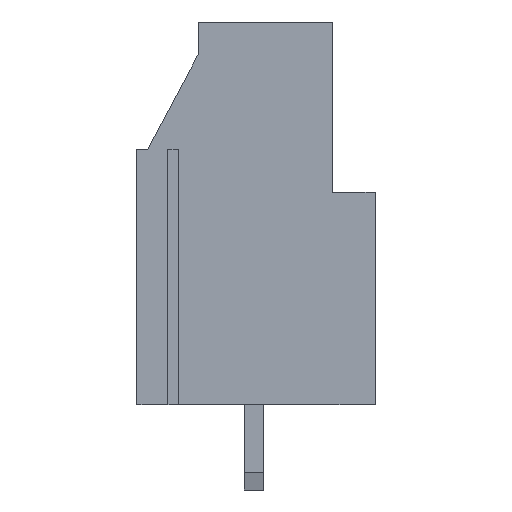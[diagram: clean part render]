
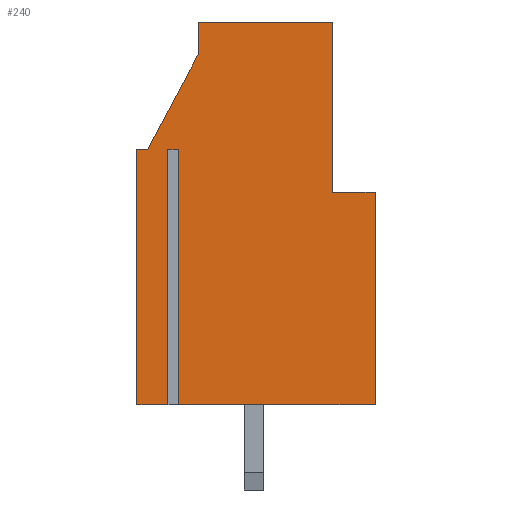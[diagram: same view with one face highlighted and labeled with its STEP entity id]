
A CAD part, front view. The second image highlights one B-rep face of the part: STEP entity #240.
In plain terms, the highlighted planar face has unit normal (0, -1, 0).
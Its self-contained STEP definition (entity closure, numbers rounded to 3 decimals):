
#240 = ADVANCED_FACE( '', ( #552 ), #553, .F. );
#552 = FACE_OUTER_BOUND( '', #953, .T. );
#553 = PLANE( '', #954 );
#953 = EDGE_LOOP( '', ( #1414, #1415, #1416, #1417, #1418, #1419, #1420, #1421, #1422, #1423, #1424, #1425, #1426 ) );
#954 = AXIS2_PLACEMENT_3D( '', #1427, #1428, #1429 );
#1414 = ORIENTED_EDGE( '', *, *, #2619, .F. );
#1415 = ORIENTED_EDGE( '', *, *, #2620, .F. );
#1416 = ORIENTED_EDGE( '', *, *, #2621, .F. );
#1417 = ORIENTED_EDGE( '', *, *, #2622, .F. );
#1418 = ORIENTED_EDGE( '', *, *, #2623, .F. );
#1419 = ORIENTED_EDGE( '', *, *, #2624, .T. );
#1420 = ORIENTED_EDGE( '', *, *, #2625, .T. );
#1421 = ORIENTED_EDGE( '', *, *, #2626, .T. );
#1422 = ORIENTED_EDGE( '', *, *, #2627, .F. );
#1423 = ORIENTED_EDGE( '', *, *, #2628, .T. );
#1424 = ORIENTED_EDGE( '', *, *, #2629, .T. );
#1425 = ORIENTED_EDGE( '', *, *, #2630, .T. );
#1426 = ORIENTED_EDGE( '', *, *, #2631, .F. );
#1427 = CARTESIAN_POINT( '', ( 12.134, -2.54, 19.8 ) );
#1428 = DIRECTION( '', ( 0., 1., 0. ) );
#1429 = DIRECTION( '', ( 1., 0., 0. ) );
#2619 = EDGE_CURVE( '', #3166, #3167, #3168, .T. );
#2620 = EDGE_CURVE( '', #3169, #3166, #3170, .T. );
#2621 = EDGE_CURVE( '', #3171, #3169, #3172, .T. );
#2622 = EDGE_CURVE( '', #3173, #3171, #3174, .T. );
#2623 = EDGE_CURVE( '', #3175, #3173, #3176, .T. );
#2624 = EDGE_CURVE( '', #3175, #3177, #3178, .T. );
#2625 = EDGE_CURVE( '', #3177, #3179, #3180, .T. );
#2626 = EDGE_CURVE( '', #3179, #3181, #3182, .T. );
#2627 = EDGE_CURVE( '', #3183, #3181, #3184, .T. );
#2628 = EDGE_CURVE( '', #3183, #3185, #3186, .T. );
#2629 = EDGE_CURVE( '', #3185, #3187, #3188, .T. );
#2630 = EDGE_CURVE( '', #3187, #3189, #3190, .T. );
#2631 = EDGE_CURVE( '', #3167, #3189, #3191, .T. );
#3166 = VERTEX_POINT( '', #3957 );
#3167 = VERTEX_POINT( '', #3958 );
#3168 = LINE( '', #3959, #3960 );
#3169 = VERTEX_POINT( '', #3961 );
#3170 = LINE( '', #3962, #3963 );
#3171 = VERTEX_POINT( '', #3964 );
#3172 = LINE( '', #3965, #3966 );
#3173 = VERTEX_POINT( '', #3967 );
#3174 = LINE( '', #3968, #3969 );
#3175 = VERTEX_POINT( '', #3970 );
#3176 = LINE( '', #3971, #3972 );
#3177 = VERTEX_POINT( '', #3973 );
#3178 = LINE( '', #3974, #3975 );
#3179 = VERTEX_POINT( '', #3976 );
#3180 = LINE( '', #3977, #3978 );
#3181 = VERTEX_POINT( '', #3979 );
#3182 = LINE( '', #3980, #3981 );
#3183 = VERTEX_POINT( '', #3982 );
#3184 = LINE( '', #3983, #3984 );
#3185 = VERTEX_POINT( '', #3985 );
#3186 = LINE( '', #3986, #3987 );
#3187 = VERTEX_POINT( '', #3988 );
#3188 = LINE( '', #3989, #3990 );
#3189 = VERTEX_POINT( '', #3991 );
#3190 = LINE( '', #3992, #3993 );
#3191 = LINE( '', #3994, #3995 );
#3957 = CARTESIAN_POINT( '', ( 9.2, -2.54, 18. ) );
#3958 = CARTESIAN_POINT( '', ( 9.2, -2.54, 10. ) );
#3959 = CARTESIAN_POINT( '', ( 9.2, -2.54, 18. ) );
#3960 = VECTOR( '', #4914, 1000. );
#3961 = CARTESIAN_POINT( '', ( 2.9, -2.54, 18. ) );
#3962 = CARTESIAN_POINT( '', ( 5.35, -2.54, 18. ) );
#3963 = VECTOR( '', #4915, 1000. );
#3964 = CARTESIAN_POINT( '', ( 2.9, -2.54, 16.5 ) );
#3965 = CARTESIAN_POINT( '', ( 2.9, -2.54, -1. ) );
#3966 = VECTOR( '', #4916, 1000. );
#3967 = CARTESIAN_POINT( '', ( 0.5, -2.54, 12. ) );
#3968 = CARTESIAN_POINT( '', ( -6.433, -2.54, -1. ) );
#3969 = VECTOR( '', #4917, 1000. );
#3970 = CARTESIAN_POINT( '', ( 0., -2.54, 12. ) );
#3971 = CARTESIAN_POINT( '', ( 5.35, -2.54, 12. ) );
#3972 = VECTOR( '', #4918, 1000. );
#3973 = CARTESIAN_POINT( '', ( 0., -2.54, 0. ) );
#3974 = CARTESIAN_POINT( '', ( 0., -2.54, -1. ) );
#3975 = VECTOR( '', #4919, 1000. );
#3976 = CARTESIAN_POINT( '', ( 1.446, -2.54, 0. ) );
#3977 = CARTESIAN_POINT( '', ( 5.35, -2.54, 0. ) );
#3978 = VECTOR( '', #4920, 1000. );
#3979 = CARTESIAN_POINT( '', ( 1.446, -2.54, 12. ) );
#3980 = CARTESIAN_POINT( '', ( 1.446, -2.54, -1. ) );
#3981 = VECTOR( '', #4921, 1000. );
#3982 = CARTESIAN_POINT( '', ( 1.954, -2.54, 12. ) );
#3983 = CARTESIAN_POINT( '', ( 5.35, -2.54, 12. ) );
#3984 = VECTOR( '', #4922, 1000. );
#3985 = CARTESIAN_POINT( '', ( 1.954, -2.54, 0. ) );
#3986 = CARTESIAN_POINT( '', ( 1.954, -2.54, -1. ) );
#3987 = VECTOR( '', #4923, 1000. );
#3988 = CARTESIAN_POINT( '', ( 11.2, -2.54, 0. ) );
#3989 = CARTESIAN_POINT( '', ( 5.35, -2.54, 0. ) );
#3990 = VECTOR( '', #4924, 1000. );
#3991 = CARTESIAN_POINT( '', ( 11.2, -2.54, 10. ) );
#3992 = CARTESIAN_POINT( '', ( 11.2, -2.54, -1. ) );
#3993 = VECTOR( '', #4925, 1000. );
#3994 = CARTESIAN_POINT( '', ( 9.038, -2.54, 10. ) );
#3995 = VECTOR( '', #4926, 1000. );
#4914 = DIRECTION( '', ( 0., 0., -1. ) );
#4915 = DIRECTION( '', ( 1., 0., 0. ) );
#4916 = DIRECTION( '', ( 0., 0., 1. ) );
#4917 = DIRECTION( '', ( 0.471, 0., 0.882 ) );
#4918 = DIRECTION( '', ( 1., 0., 0. ) );
#4919 = DIRECTION( '', ( 0., 0., -1. ) );
#4920 = DIRECTION( '', ( 1., 0., 0. ) );
#4921 = DIRECTION( '', ( 0., 0., 1. ) );
#4922 = DIRECTION( '', ( -1., 0., 0. ) );
#4923 = DIRECTION( '', ( 0., 0., -1. ) );
#4924 = DIRECTION( '', ( 1., 0., 0. ) );
#4925 = DIRECTION( '', ( 0., 0., 1. ) );
#4926 = DIRECTION( '', ( 1., 0., 0. ) );
